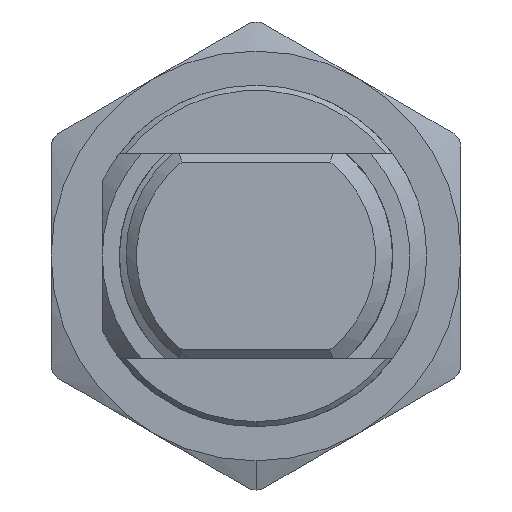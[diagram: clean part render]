
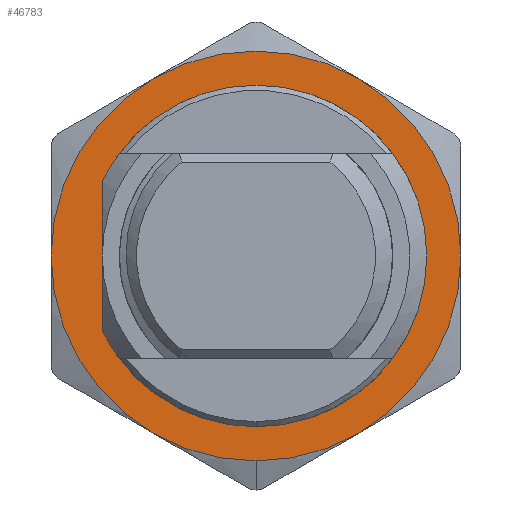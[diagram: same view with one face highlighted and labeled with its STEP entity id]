
A CAD part, left-side view. The second image highlights one B-rep face of the part: STEP entity #46783.
In plain terms, the highlighted face is planar.
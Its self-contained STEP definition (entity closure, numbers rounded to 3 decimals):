
#834 = EDGE_LOOP ( 'NONE', ( #48213, #2040 ) ) ;
#1411 = DIRECTION ( 'NONE',  ( 1., 0., 0. ) ) ;
#1570 = DIRECTION ( 'NONE',  ( 1., 0., 0. ) ) ;
#1621 = AXIS2_PLACEMENT_3D ( 'NONE', #11288, #4155, #30418 ) ;
#2040 = ORIENTED_EDGE ( 'NONE', *, *, #48217, .T. ) ;
#2338 = DIRECTION ( 'NONE',  ( 1., 0., 0. ) ) ;
#2826 = AXIS2_PLACEMENT_3D ( 'NONE', #13445, #13684, #38734 ) ;
#3621 = ORIENTED_EDGE ( 'NONE', *, *, #7202, .F. ) ;
#4155 = DIRECTION ( 'NONE',  ( 0., 0., 1. ) ) ;
#4417 = VERTEX_POINT ( 'NONE', #28497 ) ;
#4795 = CIRCLE ( 'NONE', #1621, 12. ) ;
#4902 = VERTEX_POINT ( 'NONE', #14348 ) ;
#5867 = CARTESIAN_POINT ( 'NONE',  ( 0., 0., -4. ) ) ;
#5954 = VERTEX_POINT ( 'NONE', #31878 ) ;
#6062 = CARTESIAN_POINT ( 'NONE',  ( 0., 0., -4. ) ) ;
#6412 = CARTESIAN_POINT ( 'NONE',  ( 0., 0., -4. ) ) ;
#7202 = EDGE_CURVE ( 'NONE', #22889, #4902, #39135, .T. ) ;
#8381 = EDGE_LOOP ( 'NONE', ( #37038, #43286, #32459, #3621, #47884, #41118, #24729 ) ) ;
#8799 = DIRECTION ( 'NONE',  ( 0., 0., 1. ) ) ;
#9320 = PLANE ( 'NONE',  #27273 ) ;
#9553 = DIRECTION ( 'NONE',  ( 1., 0., 0. ) ) ;
#10418 = AXIS2_PLACEMENT_3D ( 'NONE', #6062, #39189, #2338 ) ;
#10758 = EDGE_CURVE ( 'NONE', #4417, #23098, #36245, .T. ) ;
#11288 = CARTESIAN_POINT ( 'NONE',  ( 0., 0., -4. ) ) ;
#12090 = CARTESIAN_POINT ( 'NONE',  ( 12., 0., -4. ) ) ;
#12631 = CARTESIAN_POINT ( 'NONE',  ( 0., 0., -4. ) ) ;
#13445 = CARTESIAN_POINT ( 'NONE',  ( 0., 0., -4. ) ) ;
#13684 = DIRECTION ( 'NONE',  ( 0., 0., 1. ) ) ;
#13718 = FACE_OUTER_BOUND ( 'NONE', #8381, .T. ) ;
#13807 = CIRCLE ( 'NONE', #2826, 12. ) ;
#14348 = CARTESIAN_POINT ( 'NONE',  ( 10.392, -6., -4. ) ) ;
#14868 = VERTEX_POINT ( 'NONE', #22386 ) ;
#14971 = DIRECTION ( 'NONE',  ( 0., 0., 1. ) ) ;
#16170 = AXIS2_PLACEMENT_3D ( 'NONE', #5867, #17146, #40180 ) ;
#16580 = CARTESIAN_POINT ( 'NONE',  ( 0., -12., -4. ) ) ;
#16937 = CIRCLE ( 'NONE', #44341, 12. ) ;
#17146 = DIRECTION ( 'NONE',  ( 0., 0., 1. ) ) ;
#18550 = EDGE_CURVE ( 'NONE', #43501, #4417, #4795, .T. ) ;
#19351 = DIRECTION ( 'NONE',  ( 0., 0., 1. ) ) ;
#21040 = AXIS2_PLACEMENT_3D ( 'NONE', #35204, #45987, #1570 ) ;
#22386 = CARTESIAN_POINT ( 'NONE',  ( -8.25, 0., -4. ) ) ;
#22889 = VERTEX_POINT ( 'NONE', #16580 ) ;
#23098 = VERTEX_POINT ( 'NONE', #36491 ) ;
#23193 = DIRECTION ( 'NONE',  ( 0., 0., 1. ) ) ;
#24729 = ORIENTED_EDGE ( 'NONE', *, *, #18550, .F. ) ;
#24734 = CARTESIAN_POINT ( 'NONE',  ( 0., 0., -4. ) ) ;
#24772 = DIRECTION ( 'NONE',  ( 0., 0., 1. ) ) ;
#27273 = AXIS2_PLACEMENT_3D ( 'NONE', #39012, #24772, #9553 ) ;
#28077 = AXIS2_PLACEMENT_3D ( 'NONE', #45807, #19351, #33806 ) ;
#28497 = CARTESIAN_POINT ( 'NONE',  ( -10.392, 6., -4. ) ) ;
#28629 = AXIS2_PLACEMENT_3D ( 'NONE', #6412, #14971, #44896 ) ;
#28692 = VERTEX_POINT ( 'NONE', #47849 ) ;
#28836 = CIRCLE ( 'NONE', #28077, 8.25 ) ;
#28876 = CIRCLE ( 'NONE', #21040, 8.25 ) ;
#30418 = DIRECTION ( 'NONE',  ( 1., 0., 0. ) ) ;
#31878 = CARTESIAN_POINT ( 'NONE',  ( 8.25, 0., -4. ) ) ;
#32459 = ORIENTED_EDGE ( 'NONE', *, *, #39043, .F. ) ;
#33806 = DIRECTION ( 'NONE',  ( 1., 0., 0. ) ) ;
#35204 = CARTESIAN_POINT ( 'NONE',  ( 0., 0., -4. ) ) ;
#36245 = CIRCLE ( 'NONE', #10418, 12. ) ;
#36491 = CARTESIAN_POINT ( 'NONE',  ( -10.392, -6., -4. ) ) ;
#37038 = ORIENTED_EDGE ( 'NONE', *, *, #42909, .F. ) ;
#37312 = CIRCLE ( 'NONE', #16170, 12. ) ;
#38164 = DIRECTION ( 'NONE',  ( 1., 0., 0. ) ) ;
#38734 = DIRECTION ( 'NONE',  ( 1., 0., 0. ) ) ;
#39012 = CARTESIAN_POINT ( 'NONE',  ( 20.785, 12., -4. ) ) ;
#39043 = EDGE_CURVE ( 'NONE', #4902, #46458, #13807, .T. ) ;
#39102 = EDGE_CURVE ( 'NONE', #23098, #22889, #16937, .T. ) ;
#39135 = CIRCLE ( 'NONE', #45385, 12. ) ;
#39189 = DIRECTION ( 'NONE',  ( 0., 0., 1. ) ) ;
#39688 = CIRCLE ( 'NONE', #28629, 12. ) ;
#40146 = EDGE_CURVE ( 'NONE', #46458, #28692, #39688, .T. ) ;
#40180 = DIRECTION ( 'NONE',  ( 1., 0., 0. ) ) ;
#41118 = ORIENTED_EDGE ( 'NONE', *, *, #10758, .F. ) ;
#42909 = EDGE_CURVE ( 'NONE', #28692, #43501, #37312, .T. ) ;
#43286 = ORIENTED_EDGE ( 'NONE', *, *, #40146, .F. ) ;
#43501 = VERTEX_POINT ( 'NONE', #44702 ) ;
#44341 = AXIS2_PLACEMENT_3D ( 'NONE', #24734, #8799, #1411 ) ;
#44702 = CARTESIAN_POINT ( 'NONE',  ( 0., 12., -4. ) ) ;
#44896 = DIRECTION ( 'NONE',  ( 1., 0., 0. ) ) ;
#45385 = AXIS2_PLACEMENT_3D ( 'NONE', #12631, #23193, #38164 ) ;
#45807 = CARTESIAN_POINT ( 'NONE',  ( 0., 0., -4. ) ) ;
#45987 = DIRECTION ( 'NONE',  ( 0., 0., 1. ) ) ;
#46458 = VERTEX_POINT ( 'NONE', #12090 ) ;
#46587 = FACE_BOUND ( 'NONE', #834, .T. ) ;
#46783 = ADVANCED_FACE ( 'NONE', ( #46587, #13718 ), #9320, .F. ) ;
#47098 = EDGE_CURVE ( 'NONE', #14868, #5954, #28836, .T. ) ;
#47849 = CARTESIAN_POINT ( 'NONE',  ( 10.392, 6., -4. ) ) ;
#47884 = ORIENTED_EDGE ( 'NONE', *, *, #39102, .F. ) ;
#48213 = ORIENTED_EDGE ( 'NONE', *, *, #47098, .T. ) ;
#48217 = EDGE_CURVE ( 'NONE', #5954, #14868, #28876, .T. ) ;
